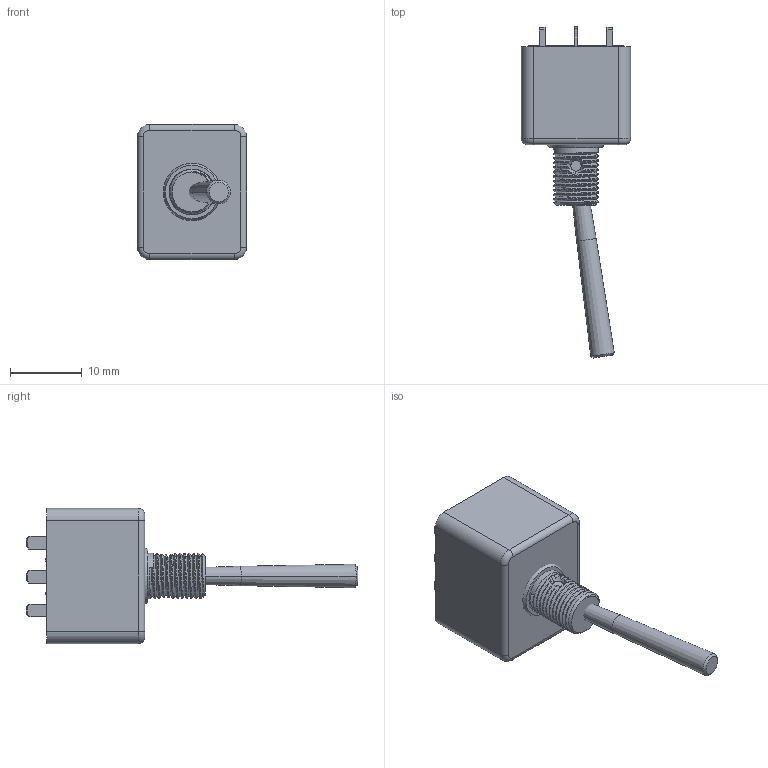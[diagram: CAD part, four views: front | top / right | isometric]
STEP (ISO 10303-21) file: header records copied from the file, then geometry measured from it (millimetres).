
FILE_DESCRIPTION((''),'2;1');
FILE_NAME('5656ADK-21X1143UL_U642','2014-12-22T',('brevel'),(''),'PRO/ENGINEER BY PARAMETRIC TECHNOLOGY CORPORATION, 2013410','PRO/ENGINEER BY PARAMETRIC TECHNOLOGY CORPORATION, 2013410','');
FILE_SCHEMA(('CONFIG_CONTROL_DESIGN'));
Length unit declared in the file: millimetre
Products named in the file (1): 5656ADK-21X1143UL_U642
Bounding box: 15.2 x 46.18 x 18.8 mm (x, y, z)
Surface area: 2125.3 mm2 (no closed solid volume)
Topology: 0 solids, 16 shells, 190 faces, 553 edges, 377 vertices
Faces by surface type: plane 100, bspline 44, cylinder 29, cone 13, torus 4
Entity records: 10482 total; most frequent: CARTESIAN_POINT 5958, ORIENTED_EDGE 1037, DIRECTION 698, EDGE_CURVE 553, VERTEX_POINT 377, VECTOR 296, LINE 296, B_SPLINE_CURVE_WITH_KNOTS 202
